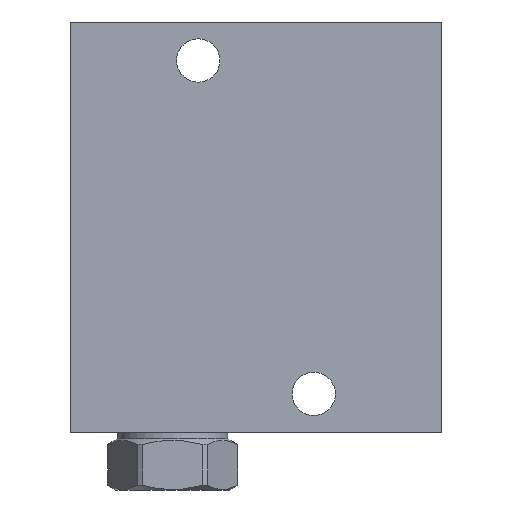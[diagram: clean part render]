
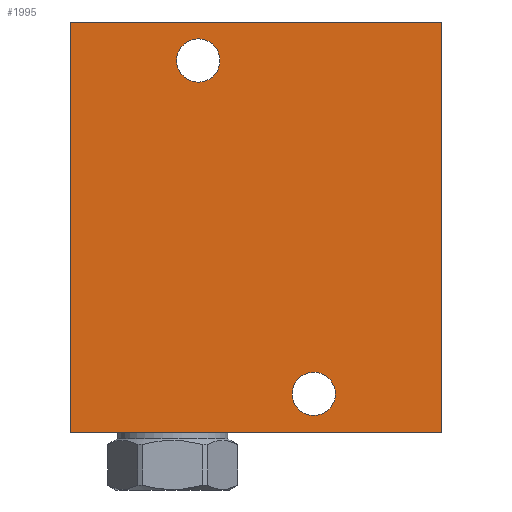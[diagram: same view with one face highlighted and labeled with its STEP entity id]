
A CAD part, front view. The second image highlights one B-rep face of the part: STEP entity #1995.
In plain terms, the highlighted planar face has unit normal (0, -1, 0).
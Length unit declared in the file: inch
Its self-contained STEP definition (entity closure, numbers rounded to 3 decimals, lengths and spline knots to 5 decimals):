
#5=DIRECTION('',(1.,0.,0.));
#6=VECTOR('',#5,3.625);
#7=CARTESIAN_POINT('',(0.,-1.5,0.));
#8=LINE('',#7,#6);
#75=DIRECTION('',(0.,0.,1.));
#76=VECTOR('',#75,4.);
#77=CARTESIAN_POINT('',(3.625,-1.5,0.));
#78=LINE('',#77,#76);
#99=DIRECTION('',(0.,0.,1.));
#100=VECTOR('',#99,4.);
#101=CARTESIAN_POINT('',(0.,-1.5,0.));
#102=LINE('',#101,#100);
#103=CARTESIAN_POINT('',(1.25,-1.5,3.625));
#104=DIRECTION('',(0.,-1.,0.));
#105=DIRECTION('',(-1.,0.,0.));
#106=AXIS2_PLACEMENT_3D('',#103,#104,#105);
#108=CARTESIAN_POINT('',(1.25,-1.5,3.625));
#109=DIRECTION('',(0.,-1.,0.));
#110=DIRECTION('',(1.,0.,0.));
#111=AXIS2_PLACEMENT_3D('',#108,#109,#110);
#113=CARTESIAN_POINT('',(2.375,-1.5,0.375));
#114=DIRECTION('',(0.,-1.,0.));
#115=DIRECTION('',(-1.,0.,0.));
#116=AXIS2_PLACEMENT_3D('',#113,#114,#115);
#118=CARTESIAN_POINT('',(2.375,-1.5,0.375));
#119=DIRECTION('',(0.,-1.,0.));
#120=DIRECTION('',(1.,0.,0.));
#121=AXIS2_PLACEMENT_3D('',#118,#119,#120);
#135=DIRECTION('',(1.,0.,0.));
#136=VECTOR('',#135,3.625);
#137=CARTESIAN_POINT('',(0.,-1.5,4.));
#138=LINE('',#137,#136);
#1654=CARTESIAN_POINT('',(0.,-1.5,0.));
#1656=VERTEX_POINT('',#1654);
#1657=CARTESIAN_POINT('',(3.625,-1.5,0.));
#1658=VERTEX_POINT('',#1657);
#1662=CARTESIAN_POINT('',(0.,-1.5,4.));
#1664=VERTEX_POINT('',#1662);
#1665=CARTESIAN_POINT('',(3.625,-1.5,4.));
#1666=VERTEX_POINT('',#1665);
#1778=CARTESIAN_POINT('',(1.039,-1.5,3.625));
#1779=CARTESIAN_POINT('',(1.461,-1.5,3.625));
#1780=VERTEX_POINT('',#1778);
#1781=VERTEX_POINT('',#1779);
#1786=CARTESIAN_POINT('',(2.164,-1.5,0.375));
#1787=CARTESIAN_POINT('',(2.586,-1.5,0.375));
#1788=VERTEX_POINT('',#1786);
#1789=VERTEX_POINT('',#1787);
#1971=CARTESIAN_POINT('',(0.,-1.5,0.));
#1972=DIRECTION('',(0.,-1.,0.));
#1973=DIRECTION('',(1.,0.,0.));
#1974=AXIS2_PLACEMENT_3D('',#1971,#1972,#1973);
#1975=PLANE('',#1974);
#1976=ORIENTED_EDGE('',*,*,#1877,.F.);
#1977=ORIENTED_EDGE('',*,*,#1902,.T.);
#1979=ORIENTED_EDGE('',*,*,#1978,.T.);
#1980=ORIENTED_EDGE('',*,*,#1951,.F.);
#1981=EDGE_LOOP('',(#1976,#1977,#1979,#1980));
#1982=FACE_OUTER_BOUND('',#1981,.F.);
#1984=ORIENTED_EDGE('',*,*,#1983,.T.);
#1986=ORIENTED_EDGE('',*,*,#1985,.T.);
#1987=EDGE_LOOP('',(#1984,#1986));
#1988=FACE_BOUND('',#1987,.F.);
#1990=ORIENTED_EDGE('',*,*,#1989,.T.);
#1992=ORIENTED_EDGE('',*,*,#1991,.T.);
#1993=EDGE_LOOP('',(#1990,#1992));
#1994=FACE_BOUND('',#1993,.F.);
#1995=ADVANCED_FACE('',(#1982,#1988,#1994),#1975,.T.);
#107=CIRCLE('',#106,0.211);
#112=CIRCLE('',#111,0.211);
#117=CIRCLE('',#116,0.211);
#122=CIRCLE('',#121,0.211);
#1877=EDGE_CURVE('',#1656,#1658,#8,.T.);
#1902=EDGE_CURVE('',#1656,#1664,#102,.T.);
#1951=EDGE_CURVE('',#1658,#1666,#78,.T.);
#1978=EDGE_CURVE('',#1664,#1666,#138,.T.);
#1983=EDGE_CURVE('',#1780,#1781,#107,.T.);
#1985=EDGE_CURVE('',#1781,#1780,#112,.T.);
#1989=EDGE_CURVE('',#1788,#1789,#117,.T.);
#1991=EDGE_CURVE('',#1789,#1788,#122,.T.);
